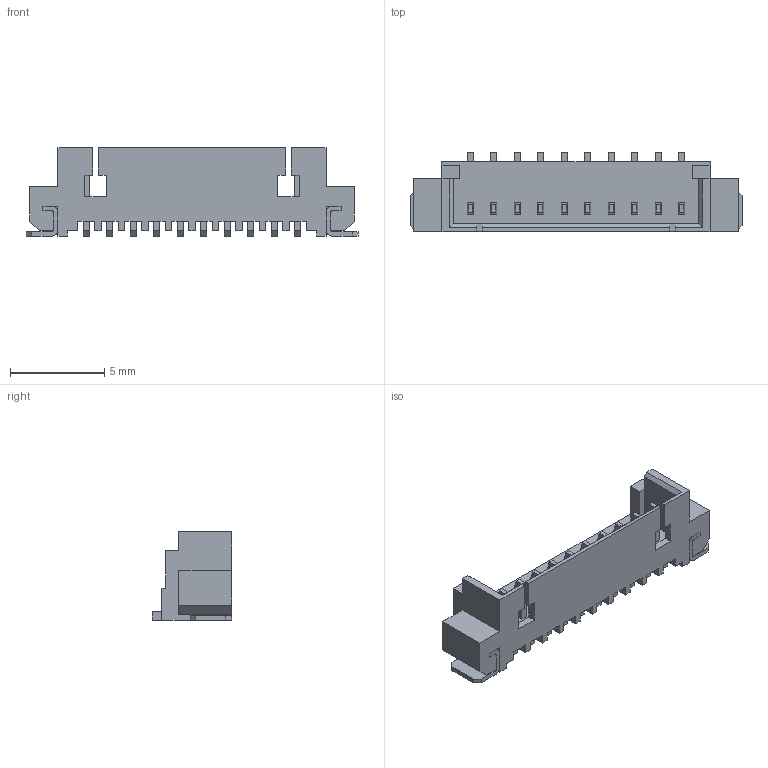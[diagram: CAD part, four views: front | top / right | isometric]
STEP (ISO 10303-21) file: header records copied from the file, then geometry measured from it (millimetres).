
FILE_DESCRIPTION(/* description */ ('model of Molex_PicoBlade_53398-1071_1x10-1MP_P1.25mm_Vertical'),/* implementation_level */ '2;1');
FILE_NAME(/* name */ 'Molex_PicoBlade_53398-1071_1x10-1MP_P1.25mm_Vertical.step',/* time_stamp */ '2018-06-18T10:25:07',/* author */ ('Rene Poeschl',''),/* organization */ (''),/* preprocessor_version */ '',/* originating_system */ '',/* authorisation */ '');
FILE_SCHEMA(('AUTOMOTIVE_DESIGN { 1 0 10303 214 1 1 1 1 }'));
Length unit declared in the file: millimetre
Products named in the file (1): Molex_53398_1071
Bounding box: 17.65 x 4.2 x 4.7 mm (x, y, z)
Volume: 115.8 mm3; surface area: 448.1 mm2
Topology: 1 solids, 1 shells, 311 faces, 855 edges, 566 vertices
Faces by surface type: plane 303, cylinder 8
Entity records: 11863 total; most frequent: CARTESIAN_POINT 1733, ORIENTED_EDGE 1710, DIRECTION 1499, EDGE_CURVE 855, LINE 835, VECTOR 835, VERTEX_POINT 566, AXIS2_PLACEMENT_3D 332
